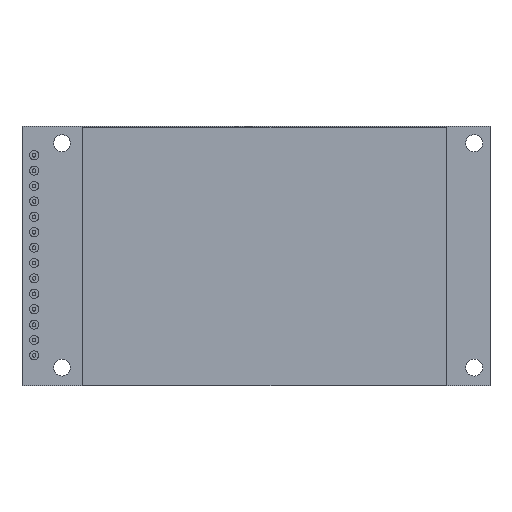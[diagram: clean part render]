
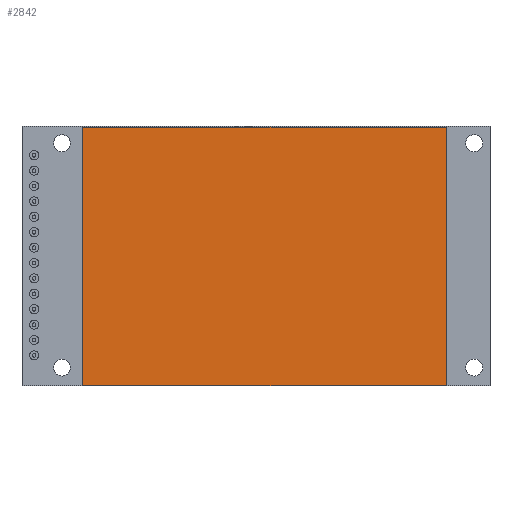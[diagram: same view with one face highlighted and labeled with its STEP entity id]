
A CAD part, top view. The second image highlights one B-rep face of the part: STEP entity #2842.
In plain terms, the highlighted planar face has unit normal (0, 0, 1).
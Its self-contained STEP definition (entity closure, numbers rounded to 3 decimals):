
#2713 = VERTEX_POINT('',#2714);
#2714 = CARTESIAN_POINT('',(0.,0.,1.));
#2729 = VERTEX_POINT('',#2730);
#2730 = CARTESIAN_POINT('',(0.,42.6,1.));
#2736 = EDGE_CURVE('',#2713,#2729,#2737,.T.);
#2737 = LINE('',#2738,#2739);
#2738 = CARTESIAN_POINT('',(0.,0.,1.));
#2739 = VECTOR('',#2740,1.);
#2740 = DIRECTION('',(-0.,1.,0.));
#2753 = VERTEX_POINT('',#2754);
#2754 = CARTESIAN_POINT('',(60.,0.,1.));
#2769 = VERTEX_POINT('',#2770);
#2770 = CARTESIAN_POINT('',(60.,42.6,1.));
#2776 = EDGE_CURVE('',#2753,#2769,#2777,.T.);
#2777 = LINE('',#2778,#2779);
#2778 = CARTESIAN_POINT('',(60.,0.,1.));
#2779 = VECTOR('',#2780,1.);
#2780 = DIRECTION('',(0.,1.,0.));
#2797 = EDGE_CURVE('',#2713,#2753,#2798,.T.);
#2798 = LINE('',#2799,#2800);
#2799 = CARTESIAN_POINT('',(0.,0.,1.));
#2800 = VECTOR('',#2801,1.);
#2801 = DIRECTION('',(1.,0.,-0.));
#2819 = EDGE_CURVE('',#2729,#2769,#2820,.T.);
#2820 = LINE('',#2821,#2822);
#2821 = CARTESIAN_POINT('',(0.,42.6,1.));
#2822 = VECTOR('',#2823,1.);
#2823 = DIRECTION('',(1.,0.,-0.));
#2842 = ADVANCED_FACE('',(#2843),#2849,.T.);
#2843 = FACE_BOUND('',#2844,.T.);
#2844 = EDGE_LOOP('',(#2845,#2846,#2847,#2848));
#2845 = ORIENTED_EDGE('',*,*,#2736,.F.);
#2846 = ORIENTED_EDGE('',*,*,#2797,.T.);
#2847 = ORIENTED_EDGE('',*,*,#2776,.T.);
#2848 = ORIENTED_EDGE('',*,*,#2819,.F.);
#2849 = PLANE('',#2850);
#2850 = AXIS2_PLACEMENT_3D('',#2851,#2852,#2853);
#2851 = CARTESIAN_POINT('',(0.,0.,1.));
#2852 = DIRECTION('',(0.,0.,1.));
#2853 = DIRECTION('',(1.,0.,-0.));
